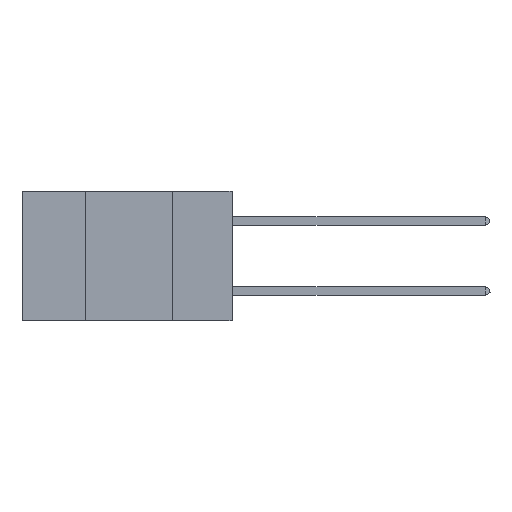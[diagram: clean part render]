
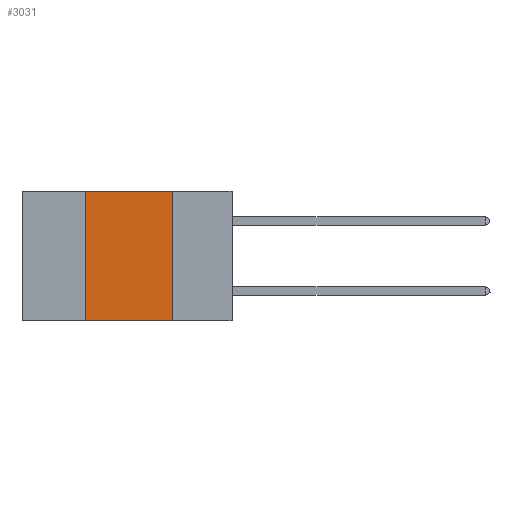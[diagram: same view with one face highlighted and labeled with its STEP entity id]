
A CAD part, left-side view. The second image highlights one B-rep face of the part: STEP entity #3031.
In plain terms, the highlighted planar face has unit normal (-1, 0, 0).
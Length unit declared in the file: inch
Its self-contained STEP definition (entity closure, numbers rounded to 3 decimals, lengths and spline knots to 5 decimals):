
#522 = FACE_OUTER_BOUND ( 'NONE', #15371, .T. ) ;
#1149 = CARTESIAN_POINT ( 'NONE',  ( 0., 0.17, -0.37 ) ) ;
#2163 = DIRECTION ( 'NONE',  ( 0., 0., -1. ) ) ;
#2339 = VERTEX_POINT ( 'NONE', #1149 ) ;
#2400 = CARTESIAN_POINT ( 'NONE',  ( 0., 0.6, 0. ) ) ;
#2440 = EDGE_CURVE ( 'NONE', #5913, #2339, #19492, .T. ) ;
#2449 = VECTOR ( 'NONE', #2163, 39.37008 ) ;
#3031 = ADVANCED_FACE ( 'NONE', ( #522 ), #11671, .F. ) ;
#3521 = CARTESIAN_POINT ( 'NONE',  ( 0., 0.42, 0. ) ) ;
#3735 = CARTESIAN_POINT ( 'NONE',  ( 0., 0.17, 0. ) ) ;
#4534 = ORIENTED_EDGE ( 'NONE', *, *, #5146, .F. ) ;
#5146 = EDGE_CURVE ( 'NONE', #10761, #2339, #15513, .T. ) ;
#5913 = VERTEX_POINT ( 'NONE', #18549 ) ;
#7060 = DIRECTION ( 'NONE',  ( 1., 0., 0. ) ) ;
#7264 = DIRECTION ( 'NONE',  ( 0., 0., -1. ) ) ;
#7322 = EDGE_CURVE ( 'NONE', #5913, #14077, #11001, .T. ) ;
#7375 = ORIENTED_EDGE ( 'NONE', *, *, #2440, .T. ) ;
#8061 = CARTESIAN_POINT ( 'NONE',  ( 0., 0.6, 0. ) ) ;
#8652 = CARTESIAN_POINT ( 'NONE',  ( 0., 0.42, 0. ) ) ;
#9663 = CARTESIAN_POINT ( 'NONE',  ( 0., 0.17, 0. ) ) ;
#10741 = EDGE_CURVE ( 'NONE', #14077, #10761, #19628, .T. ) ;
#10761 = VERTEX_POINT ( 'NONE', #3735 ) ;
#11001 = LINE ( 'NONE', #8652, #17081 ) ;
#11631 = DIRECTION ( 'NONE',  ( 0., 0., 1. ) ) ;
#11671 = PLANE ( 'NONE',  #14808 ) ;
#12684 = CARTESIAN_POINT ( 'NONE',  ( 0., 0.6, -0.37 ) ) ;
#14077 = VERTEX_POINT ( 'NONE', #3521 ) ;
#14808 = AXIS2_PLACEMENT_3D ( 'NONE', #2400, #7060, #7264 ) ;
#15371 = EDGE_LOOP ( 'NONE', ( #4534, #17759, #19245, #7375 ) ) ;
#15388 = VECTOR ( 'NONE', #15872, 39.37008 ) ;
#15513 = LINE ( 'NONE', #9663, #2449 ) ;
#15872 = DIRECTION ( 'NONE',  ( 0., -1., 0. ) ) ;
#15927 = DIRECTION ( 'NONE',  ( 0., -1., 0. ) ) ;
#17081 = VECTOR ( 'NONE', #11631, 39.37008 ) ;
#17759 = ORIENTED_EDGE ( 'NONE', *, *, #10741, .F. ) ;
#18185 = VECTOR ( 'NONE', #15927, 39.37008 ) ;
#18549 = CARTESIAN_POINT ( 'NONE',  ( 0., 0.42, -0.37 ) ) ;
#19245 = ORIENTED_EDGE ( 'NONE', *, *, #7322, .F. ) ;
#19492 = LINE ( 'NONE', #12684, #15388 ) ;
#19628 = LINE ( 'NONE', #8061, #18185 ) ;
